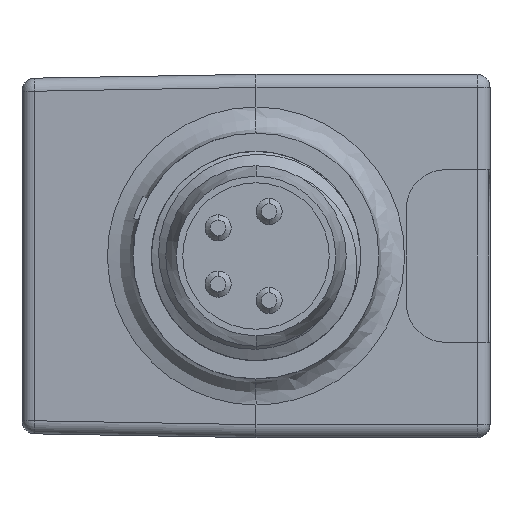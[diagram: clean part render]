
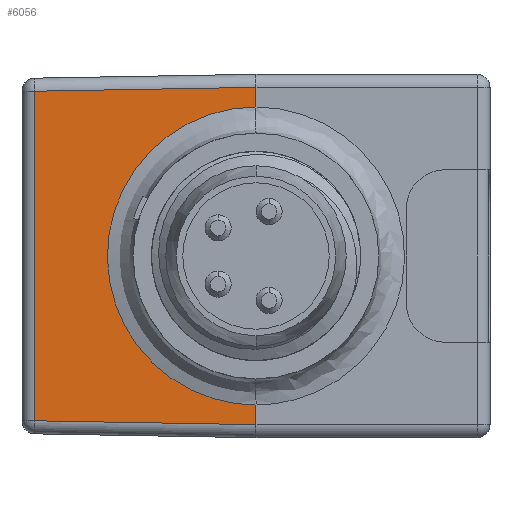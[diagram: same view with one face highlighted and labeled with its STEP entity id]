
A CAD part, front view. The second image highlights one B-rep face of the part: STEP entity #6056.
In plain terms, the highlighted planar face has unit normal (-0.018, -1, 0).
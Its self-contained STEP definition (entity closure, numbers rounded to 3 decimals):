
#296=DIRECTION('',(1.,-0.017,-0.017));
#297=VECTOR('',#296,8.461);
#298=CARTESIAN_POINT('',(-8.459,-25.252,
-6.302));
#299=LINE('',#298,#297);
#340=DIRECTION('',(0.,0.,1.));
#341=VECTOR('',#340,12.605);
#342=CARTESIAN_POINT('',(-8.459,-25.252,
-6.302));
#343=LINE('',#342,#341);
#370=DIRECTION('',(0.,0.,1.));
#371=VECTOR('',#370,0.75);
#372=CARTESIAN_POINT('',(0.,-25.4,-6.45));
#373=LINE('',#372,#371);
#377=DIRECTION('',(0.,0.,1.));
#378=VECTOR('',#377,0.75);
#379=CARTESIAN_POINT('',(0.,-25.4,
5.7));
#380=LINE('',#379,#378);
#565=CARTESIAN_POINT('',(0.,-25.4,
5.7));
#566=CARTESIAN_POINT('',(-0.099,-25.398,
5.7));
#567=CARTESIAN_POINT('',(-0.298,-25.395,
5.694));
#568=CARTESIAN_POINT('',(-0.595,-25.39,
5.67));
#569=CARTESIAN_POINT('',(-0.89,-25.384,
5.63));
#570=CARTESIAN_POINT('',(-1.183,-25.379,5.575));
#571=CARTESIAN_POINT('',(-1.473,-25.374,5.504));
#572=CARTESIAN_POINT('',(-1.758,-25.369,5.419));
#573=CARTESIAN_POINT('',(-2.039,-25.364,5.319));
#574=CARTESIAN_POINT('',(-2.314,-25.36,5.204));
#575=CARTESIAN_POINT('',(-2.582,-25.355,5.075));
#576=CARTESIAN_POINT('',(-2.844,-25.35,4.933));
#577=CARTESIAN_POINT('',(-3.098,-25.346,4.776));
#578=CARTESIAN_POINT('',(-3.343,-25.342,4.607));
#579=CARTESIAN_POINT('',(-3.579,-25.338,4.425));
#580=CARTESIAN_POINT('',(-3.805,-25.334,4.231));
#581=CARTESIAN_POINT('',(-4.021,-25.33,4.026));
#582=CARTESIAN_POINT('',(-4.226,-25.326,3.81));
#583=CARTESIAN_POINT('',(-4.419,-25.323,3.583));
#584=CARTESIAN_POINT('',(-4.6,-25.32,3.346));
#585=CARTESIAN_POINT('',(-4.769,-25.317,3.1));
#586=CARTESIAN_POINT('',(-4.924,-25.314,2.846));
#587=CARTESIAN_POINT('',(-5.066,-25.312,2.584));
#588=CARTESIAN_POINT('',(-5.194,-25.309,2.315));
#589=CARTESIAN_POINT('',(-5.308,-25.307,2.04));
#590=CARTESIAN_POINT('',(-5.407,-25.306,1.759));
#591=CARTESIAN_POINT('',(-5.492,-25.304,1.473));
#592=CARTESIAN_POINT('',(-5.561,-25.303,1.183));
#593=CARTESIAN_POINT('',(-5.615,-25.302,
0.89));
#594=CARTESIAN_POINT('',(-5.654,-25.301,
0.595));
#595=CARTESIAN_POINT('',(-5.677,-25.301,
0.298));
#596=CARTESIAN_POINT('',(-5.685,-25.301,
0.));
#597=CARTESIAN_POINT('',(-5.677,-25.301,
-0.298));
#598=CARTESIAN_POINT('',(-5.654,-25.301,
-0.595));
#599=CARTESIAN_POINT('',(-5.615,-25.302,
-0.89));
#600=CARTESIAN_POINT('',(-5.561,-25.303,
-1.183));
#601=CARTESIAN_POINT('',(-5.492,-25.304,
-1.473));
#602=CARTESIAN_POINT('',(-5.407,-25.306,
-1.759));
#603=CARTESIAN_POINT('',(-5.308,-25.307,
-2.04));
#604=CARTESIAN_POINT('',(-5.194,-25.309,
-2.315));
#605=CARTESIAN_POINT('',(-5.066,-25.312,
-2.584));
#606=CARTESIAN_POINT('',(-4.924,-25.314,
-2.846));
#607=CARTESIAN_POINT('',(-4.769,-25.317,
-3.1));
#608=CARTESIAN_POINT('',(-4.6,-25.32,
-3.346));
#609=CARTESIAN_POINT('',(-4.419,-25.323,
-3.583));
#610=CARTESIAN_POINT('',(-4.226,-25.326,
-3.81));
#611=CARTESIAN_POINT('',(-4.021,-25.33,
-4.026));
#612=CARTESIAN_POINT('',(-3.805,-25.334,
-4.231));
#613=CARTESIAN_POINT('',(-3.579,-25.338,
-4.425));
#614=CARTESIAN_POINT('',(-3.343,-25.342,
-4.607));
#615=CARTESIAN_POINT('',(-3.098,-25.346,
-4.776));
#616=CARTESIAN_POINT('',(-2.844,-25.35,
-4.933));
#617=CARTESIAN_POINT('',(-2.582,-25.355,
-5.075));
#618=CARTESIAN_POINT('',(-2.314,-25.36,
-5.204));
#619=CARTESIAN_POINT('',(-2.039,-25.364,
-5.319));
#620=CARTESIAN_POINT('',(-1.758,-25.369,
-5.419));
#621=CARTESIAN_POINT('',(-1.473,-25.374,
-5.504));
#622=CARTESIAN_POINT('',(-1.183,-25.379,
-5.575));
#623=CARTESIAN_POINT('',(-0.89,-25.384,
-5.63));
#624=CARTESIAN_POINT('',(-0.595,-25.39,
-5.67));
#625=CARTESIAN_POINT('',(-0.298,-25.395,
-5.694));
#626=CARTESIAN_POINT('',(-0.099,-25.398,
-5.7));
#627=CARTESIAN_POINT('',(0.,-25.4,
-5.7));
#2595=DIRECTION('',(1.,-0.017,0.017));
#2596=VECTOR('',#2595,8.461);
#2597=CARTESIAN_POINT('',(-8.459,-25.252,
6.302));
#2598=LINE('',#2597,#2596);
#5300=CARTESIAN_POINT('',(-8.459,-25.252,
-6.302));
#5301=CARTESIAN_POINT('',(-8.459,-25.252,
6.302));
#5302=VERTEX_POINT('',#5300);
#5303=VERTEX_POINT('',#5301);
#5708=CARTESIAN_POINT('',(0.,-25.4,-6.45));
#5709=CARTESIAN_POINT('',(0.,-25.4,
-5.7));
#5710=VERTEX_POINT('',#5708);
#5711=VERTEX_POINT('',#5709);
#5712=CARTESIAN_POINT('',(0.,-25.4,
5.7));
#5713=CARTESIAN_POINT('',(0.,-25.4,6.45));
#5714=VERTEX_POINT('',#5712);
#5715=VERTEX_POINT('',#5713);
#6039=CARTESIAN_POINT('',(0.,-25.4,-7.986));
#6040=DIRECTION('',(-0.017,-1.,0.));
#6041=DIRECTION('',(0.,0.,1.));
#6042=AXIS2_PLACEMENT_3D('',#6039,#6040,#6041);
#6043=PLANE('',#6042);
#6045=ORIENTED_EDGE('',*,*,#6044,.F.);
#6046=ORIENTED_EDGE('',*,*,#5982,.F.);
#6047=ORIENTED_EDGE('',*,*,#6030,.T.);
#6049=ORIENTED_EDGE('',*,*,#6048,.T.);
#6051=ORIENTED_EDGE('',*,*,#6050,.F.);
#6053=ORIENTED_EDGE('',*,*,#6052,.T.);
#6054=EDGE_LOOP('',(#6045,#6046,#6047,#6049,#6051,#6053));
#6055=FACE_OUTER_BOUND('',#6054,.F.);
#6056=ADVANCED_FACE('',(#6055),#6043,.T.);
#628=B_SPLINE_CURVE_WITH_KNOTS('',3,(#565,#566,#567,#568,#569,#570,#571,#572,
#573,#574,#575,#576,#577,#578,#579,#580,#581,#582,#583,#584,#585,#586,#587,#588,
#589,#590,#591,#592,#593,#594,#595,#596,#597,#598,#599,#600,#601,#602,#603,#604,
#605,#606,#607,#608,#609,#610,#611,#612,#613,#614,#615,#616,#617,#618,#619,#620,
#621,#622,#623,#624,#625,#626,#627),.UNSPECIFIED.,.F.,.F.,(4,1,1,1,1,1,1,1,1,1,
1,1,1,1,1,1,1,1,1,1,1,1,1,1,1,1,1,1,1,1,1,1,1,1,1,1,1,1,1,1,1,1,1,1,1,1,1,1,1,1,
1,1,1,1,1,1,1,1,1,1,4),(0.,0.017,0.033,0.05,
0.067,0.083,0.1,0.117,0.133,
0.15,0.167,0.183,0.2,0.217,
0.233,0.25,0.267,0.283,0.3,
0.317,0.333,0.35,0.367,0.383,
0.4,0.417,0.433,0.45,0.467,
0.483,0.5,0.517,0.533,0.55,
0.567,0.583,0.6,0.617,0.633,
0.65,0.667,0.683,0.7,0.717,
0.733,0.75,0.767,0.783,0.8,
0.817,0.833,0.85,0.867,0.883,
0.9,0.917,0.933,0.95,0.967,
0.983,1.),.UNSPECIFIED.);
#5982=EDGE_CURVE('',#5302,#5710,#299,.T.);
#6030=EDGE_CURVE('',#5302,#5303,#343,.T.);
#6044=EDGE_CURVE('',#5710,#5711,#373,.T.);
#6048=EDGE_CURVE('',#5303,#5715,#2598,.T.);
#6050=EDGE_CURVE('',#5714,#5715,#380,.T.);
#6052=EDGE_CURVE('',#5714,#5711,#628,.T.);
